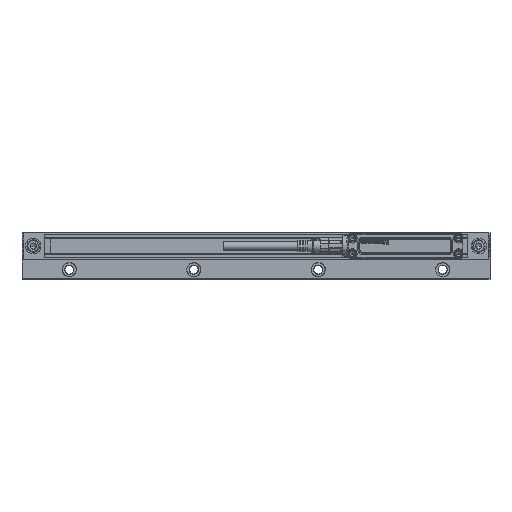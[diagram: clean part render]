
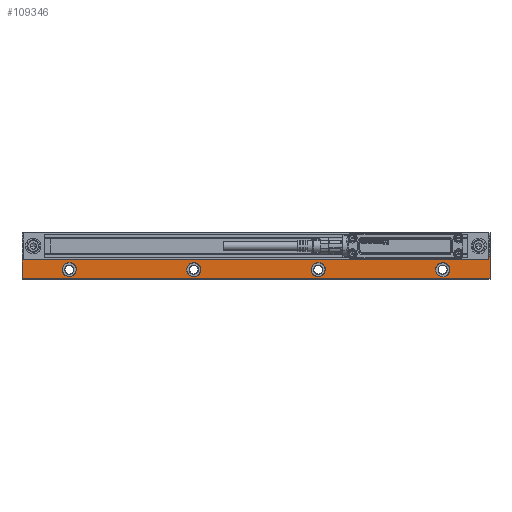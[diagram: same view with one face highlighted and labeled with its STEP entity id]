
A CAD part, top view. The second image highlights one B-rep face of the part: STEP entity #109346.
In plain terms, the highlighted planar face has unit normal (0, 0, 1).
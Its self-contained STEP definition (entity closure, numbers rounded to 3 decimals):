
#104534=AXIS2_PLACEMENT_3D('Plane Axis2P3D',#104531,#104532,#104533) ;
#108324=AXIS2_PLACEMENT_3D('Circle Axis2P3D',#108322,#108323,$) ;
#108341=AXIS2_PLACEMENT_3D('Circle Axis2P3D',#108339,#108340,$) ;
#108348=AXIS2_PLACEMENT_3D('Circle Axis2P3D',#108346,#108347,$) ;
#108381=AXIS2_PLACEMENT_3D('Circle Axis2P3D',#108379,#108380,$) ;
#108398=AXIS2_PLACEMENT_3D('Circle Axis2P3D',#108396,#108397,$) ;
#108405=AXIS2_PLACEMENT_3D('Circle Axis2P3D',#108403,#108404,$) ;
#108438=AXIS2_PLACEMENT_3D('Circle Axis2P3D',#108436,#108437,$) ;
#108450=AXIS2_PLACEMENT_3D('Circle Axis2P3D',#108448,#108449,$) ;
#108457=AXIS2_PLACEMENT_3D('Circle Axis2P3D',#108455,#108456,$) ;
#108490=AXIS2_PLACEMENT_3D('Circle Axis2P3D',#108488,#108489,$) ;
#108507=AXIS2_PLACEMENT_3D('Circle Axis2P3D',#108505,#108506,$) ;
#108514=AXIS2_PLACEMENT_3D('Circle Axis2P3D',#108512,#108513,$) ;
#104295=CARTESIAN_POINT('Vertex',(-1.,16.,8.)) ;
#104298=CARTESIAN_POINT('Line Origine',(-1.,16.893,8.)) ;
#104302=CARTESIAN_POINT('Vertex',(-1.,17.786,8.)) ;
#104531=CARTESIAN_POINT('Axis2P3D Location',(-375.,16.,8.)) ;
#105186=CARTESIAN_POINT('Line Origine',(-188.61,17.786,8.)) ;
#105190=CARTESIAN_POINT('Vertex',(-376.,17.786,8.)) ;
#105192=CARTESIAN_POINT('Vertex',(-375.,17.786,8.)) ;
#105200=CARTESIAN_POINT('Line Origine',(-188.61,17.786,8.)) ;
#105204=CARTESIAN_POINT('Vertex',(0.,17.786,8.)) ;
#105253=CARTESIAN_POINT('Vertex',(0.,0.5,8.)) ;
#105256=CARTESIAN_POINT('Line Origine',(-188.,0.5,8.)) ;
#105260=CARTESIAN_POINT('Vertex',(-376.,0.5,8.)) ;
#108312=CARTESIAN_POINT('Vertex',(-232.998,4.767,8.)) ;
#108319=CARTESIAN_POINT('Vertex',(-243.002,10.233,8.)) ;
#108322=CARTESIAN_POINT('Axis2P3D Location',(-238.,7.5,8.)) ;
#108339=CARTESIAN_POINT('Axis2P3D Location',(-238.,7.5,8.)) ;
#108343=CARTESIAN_POINT('Vertex',(-232.347,8.229,8.)) ;
#108346=CARTESIAN_POINT('Axis2P3D Location',(-238.,7.5,8.)) ;
#108369=CARTESIAN_POINT('Vertex',(-132.998,4.767,8.)) ;
#108376=CARTESIAN_POINT('Vertex',(-143.002,10.233,8.)) ;
#108379=CARTESIAN_POINT('Axis2P3D Location',(-138.,7.5,8.)) ;
#108396=CARTESIAN_POINT('Axis2P3D Location',(-138.,7.5,8.)) ;
#108400=CARTESIAN_POINT('Vertex',(-132.347,8.229,8.)) ;
#108403=CARTESIAN_POINT('Axis2P3D Location',(-138.,7.5,8.)) ;
#108426=CARTESIAN_POINT('Vertex',(-32.998,4.767,8.)) ;
#108433=CARTESIAN_POINT('Vertex',(-43.002,10.233,8.)) ;
#108436=CARTESIAN_POINT('Axis2P3D Location',(-38.,7.5,8.)) ;
#108448=CARTESIAN_POINT('Axis2P3D Location',(-38.,7.5,8.)) ;
#108452=CARTESIAN_POINT('Vertex',(-32.347,8.229,8.)) ;
#108455=CARTESIAN_POINT('Axis2P3D Location',(-38.,7.5,8.)) ;
#108478=CARTESIAN_POINT('Vertex',(-332.998,4.767,8.)) ;
#108485=CARTESIAN_POINT('Vertex',(-343.002,10.233,8.)) ;
#108488=CARTESIAN_POINT('Axis2P3D Location',(-338.,7.5,8.)) ;
#108505=CARTESIAN_POINT('Axis2P3D Location',(-338.,7.5,8.)) ;
#108509=CARTESIAN_POINT('Vertex',(-332.347,8.229,8.)) ;
#108512=CARTESIAN_POINT('Axis2P3D Location',(-338.,7.5,8.)) ;
#108770=CARTESIAN_POINT('Line Origine',(0.,9.143,8.)) ;
#108914=CARTESIAN_POINT('Line Origine',(-376.,9.143,8.)) ;
#109304=CARTESIAN_POINT('Line Origine',(-188.,16.,8.)) ;
#109308=CARTESIAN_POINT('Vertex',(-375.,16.,8.)) ;
#109311=CARTESIAN_POINT('Line Origine',(-375.,16.893,8.)) ;
#104299=DIRECTION('Vector Direction',(0.,1.,0.)) ;
#104532=DIRECTION('Axis2P3D Direction',(0.,0.,-1.)) ;
#104533=DIRECTION('Axis2P3D XDirection',(0.,1.,0.)) ;
#105187=DIRECTION('Vector Direction',(1.,0.,0.)) ;
#105201=DIRECTION('Vector Direction',(1.,0.,0.)) ;
#105257=DIRECTION('Vector Direction',(1.,0.,0.)) ;
#108323=DIRECTION('Axis2P3D Direction',(0.,0.,1.)) ;
#108340=DIRECTION('Axis2P3D Direction',(0.,0.,1.)) ;
#108347=DIRECTION('Axis2P3D Direction',(0.,0.,1.)) ;
#108380=DIRECTION('Axis2P3D Direction',(0.,0.,1.)) ;
#108397=DIRECTION('Axis2P3D Direction',(0.,0.,1.)) ;
#108404=DIRECTION('Axis2P3D Direction',(0.,0.,1.)) ;
#108437=DIRECTION('Axis2P3D Direction',(0.,0.,1.)) ;
#108449=DIRECTION('Axis2P3D Direction',(0.,0.,1.)) ;
#108456=DIRECTION('Axis2P3D Direction',(0.,0.,1.)) ;
#108489=DIRECTION('Axis2P3D Direction',(0.,0.,1.)) ;
#108506=DIRECTION('Axis2P3D Direction',(0.,0.,1.)) ;
#108513=DIRECTION('Axis2P3D Direction',(0.,0.,1.)) ;
#108771=DIRECTION('Vector Direction',(0.,-1.,0.)) ;
#108915=DIRECTION('Vector Direction',(0.,-1.,0.)) ;
#109305=DIRECTION('Vector Direction',(1.,0.,0.)) ;
#109312=DIRECTION('Vector Direction',(0.,1.,0.)) ;
#104300=VECTOR('Line Direction',#104299,1.) ;
#105188=VECTOR('Line Direction',#105187,1.) ;
#105202=VECTOR('Line Direction',#105201,1.) ;
#105258=VECTOR('Line Direction',#105257,1.) ;
#108772=VECTOR('Line Direction',#108771,1.) ;
#108916=VECTOR('Line Direction',#108915,1.) ;
#109306=VECTOR('Line Direction',#109305,1.) ;
#109313=VECTOR('Line Direction',#109312,1.) ;
#109317=ORIENTED_EDGE('',*,*,#104304,.F.) ;
#109318=ORIENTED_EDGE('',*,*,#109310,.F.) ;
#109319=ORIENTED_EDGE('',*,*,#109315,.T.) ;
#109320=ORIENTED_EDGE('',*,*,#105194,.F.) ;
#109321=ORIENTED_EDGE('',*,*,#108918,.T.) ;
#109322=ORIENTED_EDGE('',*,*,#105262,.F.) ;
#109323=ORIENTED_EDGE('',*,*,#108774,.F.) ;
#109324=ORIENTED_EDGE('',*,*,#105206,.F.) ;
#109327=ORIENTED_EDGE('',*,*,#108492,.T.) ;
#109328=ORIENTED_EDGE('',*,*,#108511,.T.) ;
#109329=ORIENTED_EDGE('',*,*,#108516,.T.) ;
#109332=ORIENTED_EDGE('',*,*,#108440,.T.) ;
#109333=ORIENTED_EDGE('',*,*,#108454,.T.) ;
#109334=ORIENTED_EDGE('',*,*,#108459,.T.) ;
#109337=ORIENTED_EDGE('',*,*,#108383,.T.) ;
#109338=ORIENTED_EDGE('',*,*,#108402,.T.) ;
#109339=ORIENTED_EDGE('',*,*,#108407,.T.) ;
#109342=ORIENTED_EDGE('',*,*,#108326,.T.) ;
#109343=ORIENTED_EDGE('',*,*,#108345,.T.) ;
#109344=ORIENTED_EDGE('',*,*,#108350,.T.) ;
#109330=FACE_BOUND('',#109326,.T.) ;
#109335=FACE_BOUND('',#109331,.T.) ;
#109340=FACE_BOUND('',#109336,.T.) ;
#109345=FACE_BOUND('',#109341,.T.) ;
#109346=ADVANCED_FACE('\X2\FF8AFF9FFF70FF82\X0\ \X2\FF8EFF9EFF83FF9EFF68FF70\X0\',(#109325,#109330,#109335,#109340,#109345),#104535,.F.) ;
#108325=CIRCLE('generated circle',#108324,5.7) ;
#108342=CIRCLE('generated circle',#108341,5.7) ;
#108349=CIRCLE('generated circle',#108348,5.7) ;
#108382=CIRCLE('generated circle',#108381,5.7) ;
#108399=CIRCLE('generated circle',#108398,5.7) ;
#108406=CIRCLE('generated circle',#108405,5.7) ;
#108439=CIRCLE('generated circle',#108438,5.7) ;
#108451=CIRCLE('generated circle',#108450,5.7) ;
#108458=CIRCLE('generated circle',#108457,5.7) ;
#108491=CIRCLE('generated circle',#108490,5.7) ;
#108508=CIRCLE('generated circle',#108507,5.7) ;
#108515=CIRCLE('generated circle',#108514,5.7) ;
#104304=EDGE_CURVE('',#104296,#104303,#104301,.T.) ;
#105194=EDGE_CURVE('',#105191,#105193,#105189,.T.) ;
#105206=EDGE_CURVE('',#104303,#105205,#105203,.T.) ;
#105262=EDGE_CURVE('',#105254,#105261,#105259,.F.) ;
#108326=EDGE_CURVE('',#108313,#108320,#108325,.F.) ;
#108345=EDGE_CURVE('',#108320,#108344,#108342,.F.) ;
#108350=EDGE_CURVE('',#108344,#108313,#108349,.F.) ;
#108383=EDGE_CURVE('',#108370,#108377,#108382,.F.) ;
#108402=EDGE_CURVE('',#108377,#108401,#108399,.F.) ;
#108407=EDGE_CURVE('',#108401,#108370,#108406,.F.) ;
#108440=EDGE_CURVE('',#108427,#108434,#108439,.F.) ;
#108454=EDGE_CURVE('',#108434,#108453,#108451,.F.) ;
#108459=EDGE_CURVE('',#108453,#108427,#108458,.F.) ;
#108492=EDGE_CURVE('',#108479,#108486,#108491,.F.) ;
#108511=EDGE_CURVE('',#108486,#108510,#108508,.F.) ;
#108516=EDGE_CURVE('',#108510,#108479,#108515,.F.) ;
#108774=EDGE_CURVE('',#105205,#105254,#108773,.T.) ;
#108918=EDGE_CURVE('',#105191,#105261,#108917,.T.) ;
#109310=EDGE_CURVE('',#109309,#104296,#109307,.T.) ;
#109315=EDGE_CURVE('',#109309,#105193,#109314,.T.) ;
#109316=EDGE_LOOP('',(#109317,#109318,#109319,#109320,#109321,#109322,#109323,#109324)) ;
#109326=EDGE_LOOP('',(#109327,#109328,#109329)) ;
#109331=EDGE_LOOP('',(#109332,#109333,#109334)) ;
#109336=EDGE_LOOP('',(#109337,#109338,#109339)) ;
#109341=EDGE_LOOP('',(#109342,#109343,#109344)) ;
#109325=FACE_OUTER_BOUND('',#109316,.T.) ;
#104301=LINE('Line',#104298,#104300) ;
#105189=LINE('Line',#105186,#105188) ;
#105203=LINE('Line',#105200,#105202) ;
#105259=LINE('Line',#105256,#105258) ;
#108773=LINE('Line',#108770,#108772) ;
#108917=LINE('Line',#108914,#108916) ;
#109307=LINE('Line',#109304,#109306) ;
#109314=LINE('Line',#109311,#109313) ;
#104535=PLANE('',#104534) ;
#104296=VERTEX_POINT('',#104295) ;
#104303=VERTEX_POINT('',#104302) ;
#105191=VERTEX_POINT('',#105190) ;
#105193=VERTEX_POINT('',#105192) ;
#105205=VERTEX_POINT('',#105204) ;
#105254=VERTEX_POINT('',#105253) ;
#105261=VERTEX_POINT('',#105260) ;
#108313=VERTEX_POINT('',#108312) ;
#108320=VERTEX_POINT('',#108319) ;
#108344=VERTEX_POINT('',#108343) ;
#108370=VERTEX_POINT('',#108369) ;
#108377=VERTEX_POINT('',#108376) ;
#108401=VERTEX_POINT('',#108400) ;
#108427=VERTEX_POINT('',#108426) ;
#108434=VERTEX_POINT('',#108433) ;
#108453=VERTEX_POINT('',#108452) ;
#108479=VERTEX_POINT('',#108478) ;
#108486=VERTEX_POINT('',#108485) ;
#108510=VERTEX_POINT('',#108509) ;
#109309=VERTEX_POINT('',#109308) ;
